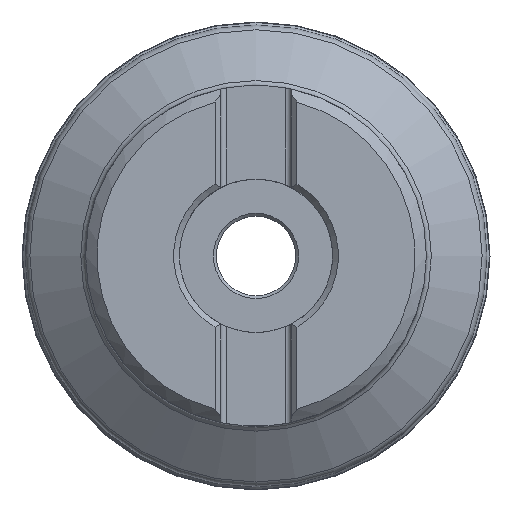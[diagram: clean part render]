
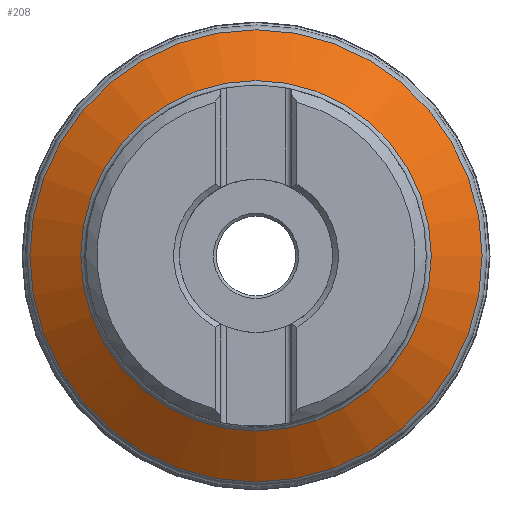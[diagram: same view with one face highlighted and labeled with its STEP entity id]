
A CAD part, top view. The second image highlights one B-rep face of the part: STEP entity #208.
In plain terms, the highlighted conical face has half-angle 55 degrees and reference radius 30 mm.
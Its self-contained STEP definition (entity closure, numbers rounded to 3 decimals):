
#167=CONICAL_SURFACE('',#1075,30.,55.);
#208=ADVANCED_FACE('',(#403,#404),#167,.T.);
#403=FACE_BOUND('',#510,.T.);
#404=FACE_BOUND('',#511,.T.);
#510=EDGE_LOOP('',(#673));
#511=EDGE_LOOP('',(#674));
#673=ORIENTED_EDGE('',*,*,#936,.T.);
#674=ORIENTED_EDGE('',*,*,#937,.T.);
#844=VERTEX_POINT('',#1952);
#845=VERTEX_POINT('',#1954);
#936=EDGE_CURVE('',#844,#844,#1006,.T.);
#937=EDGE_CURVE('',#845,#845,#1007,.T.);
#1006=CIRCLE('',#1073,39.806);
#1007=CIRCLE('',#1074,30.853);
#1073=AXIS2_PLACEMENT_3D('',#1951,#1259,#1260);
#1074=AXIS2_PLACEMENT_3D('',#1953,#1261,#1262);
#1075=AXIS2_PLACEMENT_3D('',#1955,#1263,#1264);
#1259=DIRECTION('',(0.,0.,1.));
#1260=DIRECTION('',(1.,0.,0.));
#1261=DIRECTION('',(0.,0.,-1.));
#1262=DIRECTION('',(-1.,0.,0.));
#1263=DIRECTION('',(0.,0.,-1.));
#1264=DIRECTION('',(-1.,0.,0.));
#1951=CARTESIAN_POINT('',(0.,0.,-19.866));
#1952=CARTESIAN_POINT('',(39.806,0.,-19.866));
#1953=CARTESIAN_POINT('',(0.,0.,-13.597));
#1954=CARTESIAN_POINT('',(-30.853,0.,-13.597));
#1955=CARTESIAN_POINT('',(0.,0.,-13.));
